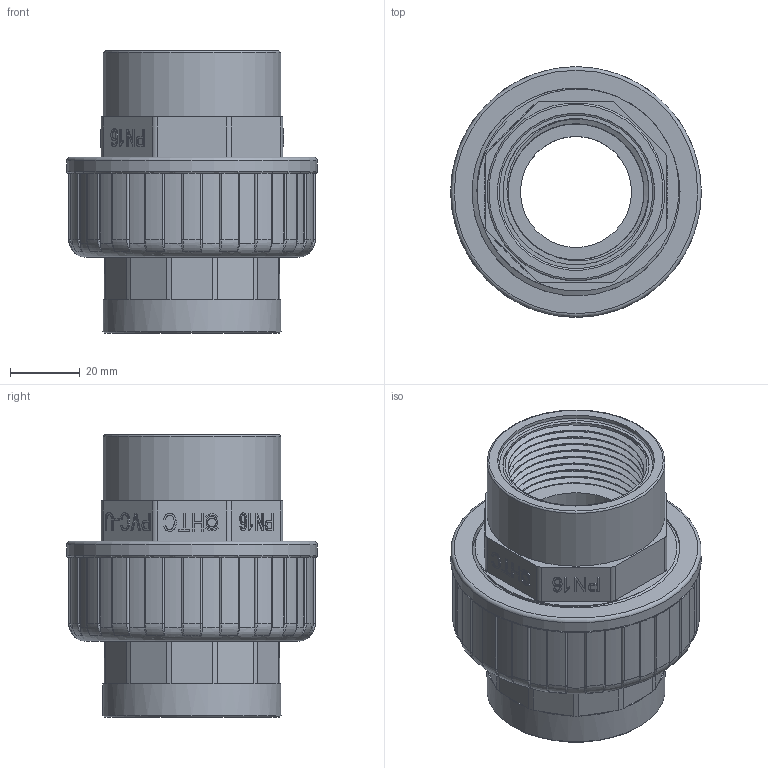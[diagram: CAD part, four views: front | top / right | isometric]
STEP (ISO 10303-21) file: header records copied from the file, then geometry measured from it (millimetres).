
FILE_DESCRIPTION(/* description */ (''),/* implementation_level */ '2;1');
FILE_NAME(/* name */ '40.stp',/* time_stamp */ '2025-05-09T09:50:13+08:00',/* author */ (''),/* organization */ (''),/* preprocessor_version */ 'ST-DEVELOPER v16.7',/* originating_system */ 'SIEMENS PLM Software NX 12.0',/* authorisation */ '');
FILE_SCHEMA (('AUTOMOTIVE_DESIGN { 1 0 10303 214 3 1 1 1 }'));
Length unit declared in the file: millimetre
Products named in the file (1): Admi38C49DCEyxjx
Bounding box: 71.8 x 71.8 x 81.1 mm (x, y, z)
Volume: 90652.4 mm3; surface area: 56922.1 mm2
Topology: 3 solids, 4 shells, 896 faces, 2368 edges, 1541 vertices
Faces by surface type: plane 422, extrusion 239, cylinder 154, bspline 51, torus 27, cone 3
Full cylindrical faces by diameter (mm): 1.5 x1, 2.25 x1, 2.486 x1, 3.315 x1, 31.8 x1, 37 x1, 40 x1, 41.91 x18, 45 x2, 50 x1, 51 x1, 51.1 x1, 51.7 x1, 52 x1, 56 x1, 56.656 x7, 59.614 x8, 71.8 x1
Entity records: 39778 total; most frequent: CARTESIAN_POINT 20781, ORIENTED_EDGE 4454, DIRECTION 2813, EDGE_CURVE 2227, VERTEX_POINT 1464, B_SPLINE_CURVE_WITH_KNOTS 1385, VECTOR 977, EDGE_LOOP 962
